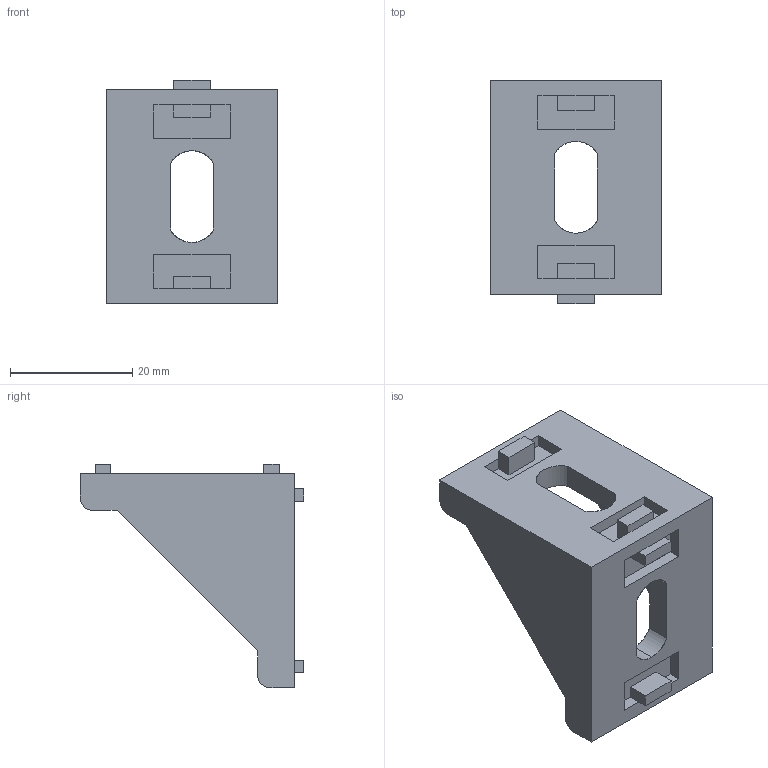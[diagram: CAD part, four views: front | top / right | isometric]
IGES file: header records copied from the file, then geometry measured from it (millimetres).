
Start section: SolidWorks IGES file using analytic representation for surfaces
Global section: file name: CT3030.IGS; native system: SolidWorks 2007; preprocessor: SolidWorks 2007; author: jean; date: 170216.115947; units: millimetre
Bounding box: 28 x 36.5 x 36.5 mm (x, y, z)
Surface area: 6234.7 mm2 (no closed solid volume)
Topology: 0 solids, 0 shells, 73 faces, 488 edges, 488 vertices
Faces by surface type: bspline 64, revolution 9
